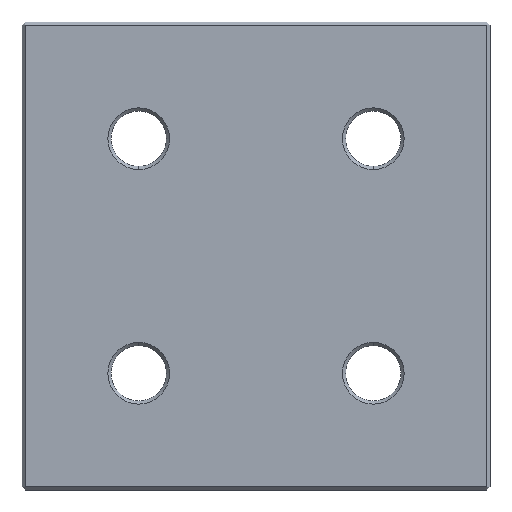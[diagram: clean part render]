
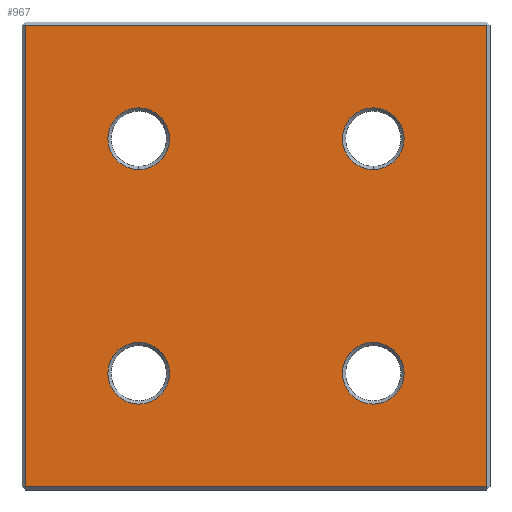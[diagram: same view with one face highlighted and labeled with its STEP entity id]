
A CAD part, front view. The second image highlights one B-rep face of the part: STEP entity #967.
In plain terms, the highlighted planar face has unit normal (0, -1, 0).
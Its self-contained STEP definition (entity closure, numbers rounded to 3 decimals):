
#18 = LINE ( 'NONE', #1181, #703 ) ;
#37 = FACE_BOUND ( 'NONE', #49, .T. ) ;
#41 = EDGE_CURVE ( 'NONE', #1234, #1043, #698, .T. ) ;
#46 = DIRECTION ( 'NONE',  ( 0., 1., 0. ) ) ;
#49 = EDGE_LOOP ( 'NONE', ( #1257, #1004 ) ) ;
#52 = LINE ( 'NONE', #1013, #102 ) ;
#70 = CARTESIAN_POINT ( 'NONE',  ( 19.05, 0., -24.05 ) ) ;
#80 = AXIS2_PLACEMENT_3D ( 'NONE', #1060, #127, #771 ) ;
#81 = ORIENTED_EDGE ( 'NONE', *, *, #882, .T. ) ;
#82 = AXIS2_PLACEMENT_3D ( 'NONE', #258, #367, #482 ) ;
#96 = EDGE_CURVE ( 'NONE', #742, #1234, #498, .T. ) ;
#102 = VECTOR ( 'NONE', #1318, 1000. ) ;
#127 = DIRECTION ( 'NONE',  ( 0., 1., 0. ) ) ;
#140 = DIRECTION ( 'NONE',  ( 0., 1., 0. ) ) ;
#151 = VERTEX_POINT ( 'NONE', #526 ) ;
#152 = CARTESIAN_POINT ( 'NONE',  ( -19.05, 0., -24.05 ) ) ;
#167 = FACE_BOUND ( 'NONE', #620, .T. ) ;
#179 = DIRECTION ( 'NONE',  ( 0., 0., 1. ) ) ;
#186 = CARTESIAN_POINT ( 'NONE',  ( -19.05, 0., 14.05 ) ) ;
#222 = EDGE_CURVE ( 'NONE', #349, #742, #52, .T. ) ;
#225 = CARTESIAN_POINT ( 'NONE',  ( 37.5, 0., -37.5 ) ) ;
#245 = ORIENTED_EDGE ( 'NONE', *, *, #1193, .T. ) ;
#253 = AXIS2_PLACEMENT_3D ( 'NONE', #972, #1172, #1069 ) ;
#258 = CARTESIAN_POINT ( 'NONE',  ( 19.05, 0., 19.05 ) ) ;
#297 = DIRECTION ( 'NONE',  ( 0., 1., 0. ) ) ;
#314 = EDGE_CURVE ( 'NONE', #890, #1014, #1239, .T. ) ;
#324 = CIRCLE ( 'NONE', #82, 5. ) ;
#349 = VERTEX_POINT ( 'NONE', #921 ) ;
#353 = EDGE_LOOP ( 'NONE', ( #1028, #845 ) ) ;
#367 = DIRECTION ( 'NONE',  ( 0., 1., 0. ) ) ;
#376 = ORIENTED_EDGE ( 'NONE', *, *, #41, .T. ) ;
#385 = CARTESIAN_POINT ( 'NONE',  ( -19.05, 0., -14.05 ) ) ;
#405 = DIRECTION ( 'NONE',  ( 0., 0., 1. ) ) ;
#417 = DIRECTION ( 'NONE',  ( 0., 0., 1. ) ) ;
#431 = CARTESIAN_POINT ( 'NONE',  ( 19.05, 0., -14.05 ) ) ;
#461 = EDGE_CURVE ( 'NONE', #1161, #759, #677, .T. ) ;
#466 = DIRECTION ( 'NONE',  ( 0., 1., 0. ) ) ;
#472 = VERTEX_POINT ( 'NONE', #431 ) ;
#475 = FACE_BOUND ( 'NONE', #353, .T. ) ;
#482 = DIRECTION ( 'NONE',  ( 0., 0., 1. ) ) ;
#498 = LINE ( 'NONE', #597, #705 ) ;
#502 = DIRECTION ( 'NONE',  ( 0., 1., 0. ) ) ;
#510 = AXIS2_PLACEMENT_3D ( 'NONE', #783, #466, #776 ) ;
#526 = CARTESIAN_POINT ( 'NONE',  ( 19.05, 0., 14.05 ) ) ;
#529 = ORIENTED_EDGE ( 'NONE', *, *, #96, .T. ) ;
#549 = ORIENTED_EDGE ( 'NONE', *, *, #751, .T. ) ;
#565 = CARTESIAN_POINT ( 'NONE',  ( 19.05, 0., -19.05 ) ) ;
#568 = CIRCLE ( 'NONE', #1093, 5. ) ;
#597 = CARTESIAN_POINT ( 'NONE',  ( -38., 0., -37.5 ) ) ;
#620 = EDGE_LOOP ( 'NONE', ( #872, #245 ) ) ;
#648 = EDGE_CURVE ( 'NONE', #759, #1161, #1351, .T. ) ;
#677 = CIRCLE ( 'NONE', #80, 5. ) ;
#698 = LINE ( 'NONE', #1141, #1330 ) ;
#703 = VECTOR ( 'NONE', #854, 1000. ) ;
#705 = VECTOR ( 'NONE', #945, 1000. ) ;
#723 = DIRECTION ( 'NONE',  ( 0., 0., 1. ) ) ;
#742 = VERTEX_POINT ( 'NONE', #957 ) ;
#748 = CIRCLE ( 'NONE', #1071, 5. ) ;
#751 = EDGE_CURVE ( 'NONE', #1043, #349, #18, .T. ) ;
#759 = VERTEX_POINT ( 'NONE', #1276 ) ;
#764 = AXIS2_PLACEMENT_3D ( 'NONE', #1119, #140, #1001 ) ;
#771 = DIRECTION ( 'NONE',  ( 0., 0., 1. ) ) ;
#776 = DIRECTION ( 'NONE',  ( 0., 0., 1. ) ) ;
#783 = CARTESIAN_POINT ( 'NONE',  ( -19.05, 0., -19.05 ) ) ;
#790 = ORIENTED_EDGE ( 'NONE', *, *, #222, .T. ) ;
#841 = AXIS2_PLACEMENT_3D ( 'NONE', #847, #502, #417 ) ;
#845 = ORIENTED_EDGE ( 'NONE', *, *, #314, .T. ) ;
#847 = CARTESIAN_POINT ( 'NONE',  ( -19.05, 0., 19.05 ) ) ;
#854 = DIRECTION ( 'NONE',  ( -1., 0., 0. ) ) ;
#872 = ORIENTED_EDGE ( 'NONE', *, *, #976, .T. ) ;
#882 = EDGE_CURVE ( 'NONE', #1319, #151, #324, .T. ) ;
#888 = FACE_OUTER_BOUND ( 'NONE', #974, .T. ) ;
#890 = VERTEX_POINT ( 'NONE', #385 ) ;
#898 = ORIENTED_EDGE ( 'NONE', *, *, #1171, .T. ) ;
#910 = FACE_BOUND ( 'NONE', #1242, .T. ) ;
#921 = CARTESIAN_POINT ( 'NONE',  ( -37.5, 0., 37.5 ) ) ;
#932 = DIRECTION ( 'NONE',  ( 0., 0., 1. ) ) ;
#945 = DIRECTION ( 'NONE',  ( 1., 0., 0. ) ) ;
#957 = CARTESIAN_POINT ( 'NONE',  ( -37.5, 0., -37.5 ) ) ;
#964 = VERTEX_POINT ( 'NONE', #70 ) ;
#967 = ADVANCED_FACE ( 'NONE', ( #37, #475, #167, #910, #888 ), #1228, .F. ) ;
#972 = CARTESIAN_POINT ( 'NONE',  ( 19.05, 0., -19.05 ) ) ;
#974 = EDGE_LOOP ( 'NONE', ( #790, #529, #376, #549 ) ) ;
#976 = EDGE_CURVE ( 'NONE', #964, #472, #568, .T. ) ;
#1001 = DIRECTION ( 'NONE',  ( 1., 0., 0. ) ) ;
#1004 = ORIENTED_EDGE ( 'NONE', *, *, #648, .T. ) ;
#1013 = CARTESIAN_POINT ( 'NONE',  ( -37.5, 0., 38. ) ) ;
#1014 = VERTEX_POINT ( 'NONE', #152 ) ;
#1017 = CIRCLE ( 'NONE', #253, 5. ) ;
#1028 = ORIENTED_EDGE ( 'NONE', *, *, #1078, .T. ) ;
#1043 = VERTEX_POINT ( 'NONE', #1266 ) ;
#1050 = DIRECTION ( 'NONE',  ( 0., 1., 0. ) ) ;
#1060 = CARTESIAN_POINT ( 'NONE',  ( -19.05, 0., 19.05 ) ) ;
#1069 = DIRECTION ( 'NONE',  ( 0., 0., 1. ) ) ;
#1071 = AXIS2_PLACEMENT_3D ( 'NONE', #1345, #1050, #405 ) ;
#1078 = EDGE_CURVE ( 'NONE', #1014, #890, #748, .T. ) ;
#1093 = AXIS2_PLACEMENT_3D ( 'NONE', #565, #46, #179 ) ;
#1119 = CARTESIAN_POINT ( 'NONE',  ( -38., 0., 38. ) ) ;
#1120 = AXIS2_PLACEMENT_3D ( 'NONE', #1252, #297, #723 ) ;
#1141 = CARTESIAN_POINT ( 'NONE',  ( 37.5, 0., 38. ) ) ;
#1161 = VERTEX_POINT ( 'NONE', #186 ) ;
#1171 = EDGE_CURVE ( 'NONE', #151, #1319, #1299, .T. ) ;
#1172 = DIRECTION ( 'NONE',  ( 0., 1., 0. ) ) ;
#1181 = CARTESIAN_POINT ( 'NONE',  ( -38., 0., 37.5 ) ) ;
#1193 = EDGE_CURVE ( 'NONE', #472, #964, #1017, .T. ) ;
#1228 = PLANE ( 'NONE',  #764 ) ;
#1234 = VERTEX_POINT ( 'NONE', #225 ) ;
#1239 = CIRCLE ( 'NONE', #510, 5. ) ;
#1242 = EDGE_LOOP ( 'NONE', ( #898, #81 ) ) ;
#1252 = CARTESIAN_POINT ( 'NONE',  ( 19.05, 0., 19.05 ) ) ;
#1257 = ORIENTED_EDGE ( 'NONE', *, *, #461, .T. ) ;
#1266 = CARTESIAN_POINT ( 'NONE',  ( 37.5, 0., 37.5 ) ) ;
#1276 = CARTESIAN_POINT ( 'NONE',  ( -19.05, 0., 24.05 ) ) ;
#1297 = CARTESIAN_POINT ( 'NONE',  ( 19.05, 0., 24.05 ) ) ;
#1299 = CIRCLE ( 'NONE', #1120, 5. ) ;
#1318 = DIRECTION ( 'NONE',  ( 0., 0., -1. ) ) ;
#1319 = VERTEX_POINT ( 'NONE', #1297 ) ;
#1330 = VECTOR ( 'NONE', #932, 1000. ) ;
#1345 = CARTESIAN_POINT ( 'NONE',  ( -19.05, 0., -19.05 ) ) ;
#1351 = CIRCLE ( 'NONE', #841, 5. ) ;
